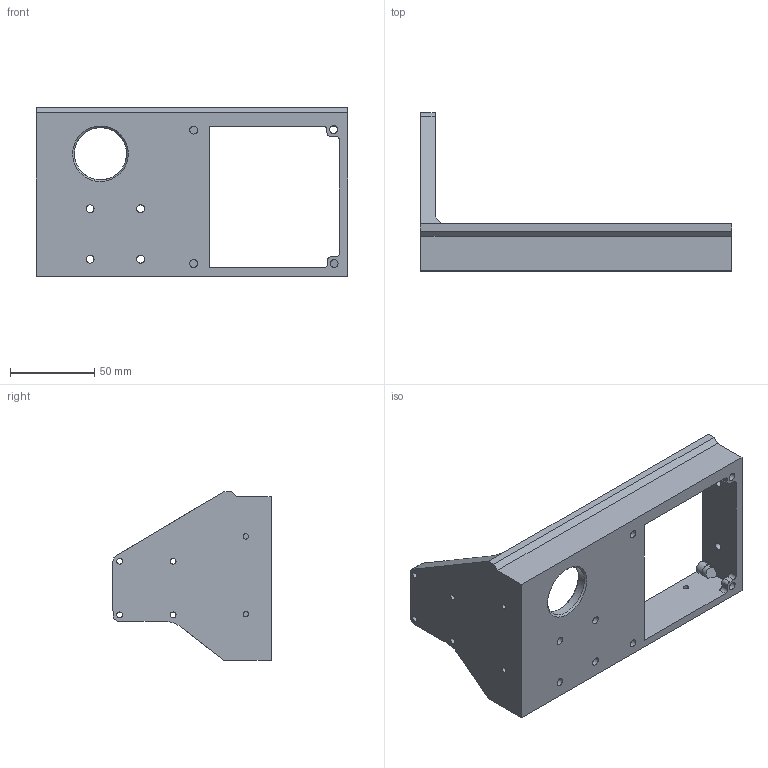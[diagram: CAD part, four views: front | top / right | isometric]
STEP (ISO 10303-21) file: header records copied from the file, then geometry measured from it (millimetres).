
FILE_DESCRIPTION(('HOOPS Exchange Step'),'2;1');
FILE_NAME('Panel.stp','2026-02-27T15:30:02-05:00',('RED'),('Unknown organisation'),'HOOPS Exchange 2025.8','HOOPS Exchange','Unknown authorisation');
FILE_SCHEMA( ('AP203_CONFIGURATION_CONTROLLED_3D_DESIGN_OF_MECHANICAL_PARTS_AND_ASSEMBLIES_MIM_LF') );
Length unit declared in the file: millimetre
Products named in the file (2): 0; root
Assembly tree (1 placements, depth 2):
  root
    0
Bounding box: 185.06 x 93.92 x 100 mm (x, y, z)
Volume: 201666 mm3; surface area: 65088.4 mm2
Topology: 1 solids, 1 shells, 82 faces, 265 edges, 187 vertices
Faces by surface type: plane 43, cylinder 29, bspline 8, extrusion 2
Full cylindrical faces by diameter (mm): 3.2 x3, 3.4 x4, 4.7 x9, 31 x1
Entity records: 5807 total; most frequent: CARTESIAN_POINT 3362, ORIENTED_EDGE 530, DIRECTION 454, EDGE_CURVE 265, VERTEX_POINT 187, AXIS2_PLACEMENT_3D 156, VECTOR 142, LINE 140
